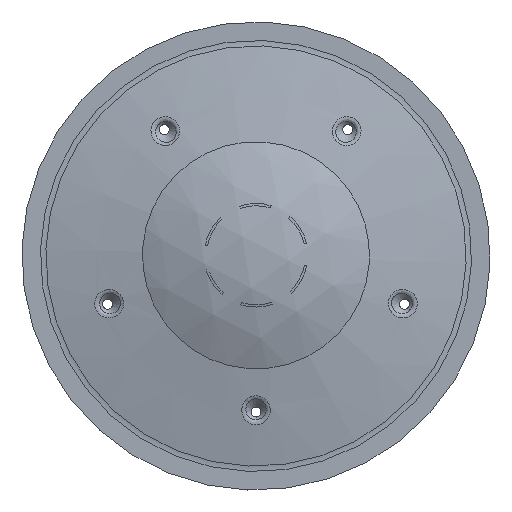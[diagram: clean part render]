
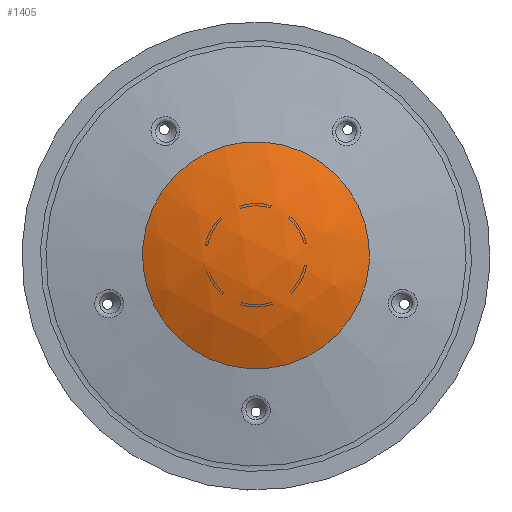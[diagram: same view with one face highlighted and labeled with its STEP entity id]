
A CAD part, top view. The second image highlights one B-rep face of the part: STEP entity #1405.
In plain terms, the highlighted spherical face has radius 1867.78 mm.
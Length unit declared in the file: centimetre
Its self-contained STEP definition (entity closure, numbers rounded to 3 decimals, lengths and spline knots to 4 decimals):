
#20=SPHERICAL_SURFACE('',#1560,186.7778);
#335=FACE_OUTER_BOUND('',#424,.T.);
#424=EDGE_LOOP('',(#1317));
#556=CIRCLE('',#1558,80.);
#690=VERTEX_POINT('',#4988);
#899=EDGE_CURVE('',#690,#690,#556,.T.);
#1317=ORIENTED_EDGE('',*,*,#899,.F.);
#1405=ADVANCED_FACE('',(#335),#20,.T.);
#1558=AXIS2_PLACEMENT_3D('',#4990,#1937,#1938);
#1560=AXIS2_PLACEMENT_3D('',#4992,#1941,#1942);
#1937=DIRECTION('center_axis',(0.,0.,
-1.));
#1938=DIRECTION('ref_axis',(-0.809,-0.588,0.));
#1941=DIRECTION('center_axis',(-0.588,0.809,0.));
#1942=DIRECTION('ref_axis',(-0.809,-0.588,0.));
#4988=CARTESIAN_POINT('',(2668.0846,-531.1975,132.));
#4990=CARTESIAN_POINT('Origin',(2732.8059,-484.1747,132.));
#4992=CARTESIAN_POINT('Origin',(2732.8059,-484.1747,-36.7778));
